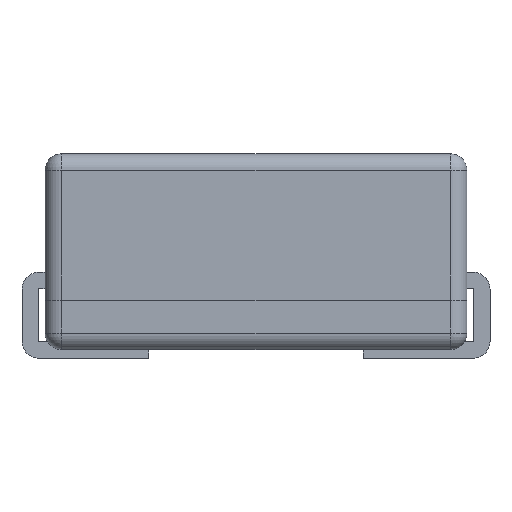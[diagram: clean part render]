
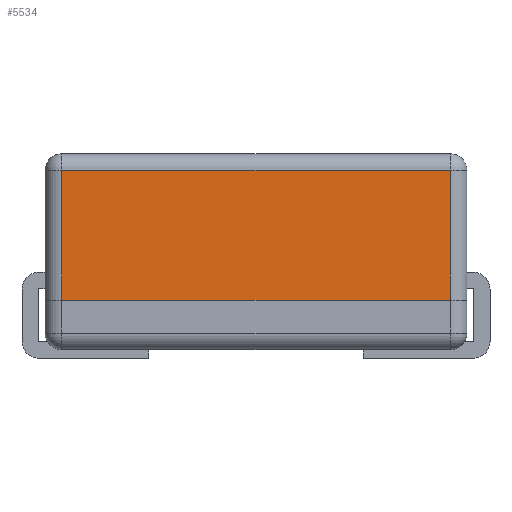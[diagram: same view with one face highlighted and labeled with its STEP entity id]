
A CAD part, front view. The second image highlights one B-rep face of the part: STEP entity #5534.
In plain terms, the highlighted planar face has unit normal (0, -1, 0).
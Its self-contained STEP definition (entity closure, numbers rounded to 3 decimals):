
#1533 = VERTEX_POINT('',#1534);
#1534 = CARTESIAN_POINT('',(-5.9,-6.4,5.74));
#1541 = EDGE_CURVE('',#1533,#1542,#1544,.T.);
#1542 = VERTEX_POINT('',#1543);
#1543 = CARTESIAN_POINT('',(5.9,-6.4,5.74));
#1544 = LINE('',#1545,#1546);
#1545 = CARTESIAN_POINT('',(-6.4,-6.4,5.74));
#1546 = VECTOR('',#1547,1.);
#1547 = DIRECTION('',(1.,0.,0.));
#5534 = ADVANCED_FACE('',(#5535),#5560,.T.);
#5535 = FACE_BOUND('',#5536,.T.);
#5536 = EDGE_LOOP('',(#5537,#5547,#5553,#5554));
#5537 = ORIENTED_EDGE('',*,*,#5538,.T.);
#5538 = EDGE_CURVE('',#5539,#5541,#5543,.T.);
#5539 = VERTEX_POINT('',#5540);
#5540 = CARTESIAN_POINT('',(-5.9,-6.4,1.8));
#5541 = VERTEX_POINT('',#5542);
#5542 = CARTESIAN_POINT('',(5.9,-6.4,1.8));
#5543 = LINE('',#5544,#5545);
#5544 = CARTESIAN_POINT('',(-6.4,-6.4,1.8));
#5545 = VECTOR('',#5546,1.);
#5546 = DIRECTION('',(1.,0.,0.));
#5547 = ORIENTED_EDGE('',*,*,#5548,.T.);
#5548 = EDGE_CURVE('',#5541,#1542,#5549,.T.);
#5549 = LINE('',#5550,#5551);
#5550 = CARTESIAN_POINT('',(5.9,-6.4,1.8));
#5551 = VECTOR('',#5552,1.);
#5552 = DIRECTION('',(0.,0.,1.));
#5553 = ORIENTED_EDGE('',*,*,#1541,.F.);
#5554 = ORIENTED_EDGE('',*,*,#5555,.F.);
#5555 = EDGE_CURVE('',#5539,#1533,#5556,.T.);
#5556 = LINE('',#5557,#5558);
#5557 = CARTESIAN_POINT('',(-5.9,-6.4,1.8));
#5558 = VECTOR('',#5559,1.);
#5559 = DIRECTION('',(0.,0.,1.));
#5560 = PLANE('',#5561);
#5561 = AXIS2_PLACEMENT_3D('',#5562,#5563,#5564);
#5562 = CARTESIAN_POINT('',(-6.4,-6.4,1.8));
#5563 = DIRECTION('',(0.,-1.,0.));
#5564 = DIRECTION('',(1.,0.,0.));
